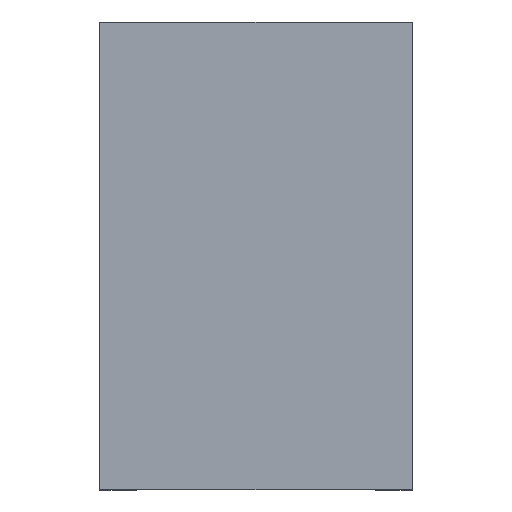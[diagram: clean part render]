
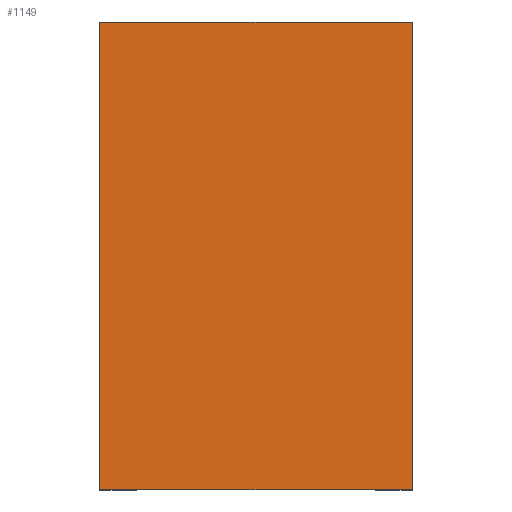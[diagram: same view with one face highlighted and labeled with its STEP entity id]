
A CAD part, top view. The second image highlights one B-rep face of the part: STEP entity #1149.
In plain terms, the highlighted planar face has unit normal (0, 0, 1).
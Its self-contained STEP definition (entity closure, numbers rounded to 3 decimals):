
#75=PLANE('',#1263);
#133=FACE_OUTER_BOUND('',#211,.T.);
#211=EDGE_LOOP('',(#970,#971,#972,#973));
#303=LINE('',#1828,#401);
#335=LINE('',#1886,#433);
#341=LINE('',#1902,#439);
#343=LINE('',#1905,#441);
#401=VECTOR('',#1453,10.);
#433=VECTOR('',#1505,10.);
#439=VECTOR('',#1527,10.);
#441=VECTOR('',#1531,10.);
#554=VERTEX_POINT('',#1825);
#555=VERTEX_POINT('',#1827);
#571=VERTEX_POINT('',#1885);
#573=VERTEX_POINT('',#1901);
#673=EDGE_CURVE('',#555,#554,#303,.T.);
#705=EDGE_CURVE('',#571,#555,#335,.T.);
#711=EDGE_CURVE('',#573,#571,#341,.T.);
#713=EDGE_CURVE('',#554,#573,#343,.T.);
#970=ORIENTED_EDGE('',*,*,#705,.T.);
#971=ORIENTED_EDGE('',*,*,#673,.T.);
#972=ORIENTED_EDGE('',*,*,#713,.T.);
#973=ORIENTED_EDGE('',*,*,#711,.T.);
#1149=ADVANCED_FACE('',(#133),#75,.T.);
#1263=AXIS2_PLACEMENT_3D('',#1906,#1532,#1533);
#1453=DIRECTION('',(0.,-1.,0.));
#1505=DIRECTION('',(-1.,0.,0.));
#1527=DIRECTION('',(0.,1.,0.));
#1531=DIRECTION('',(1.,0.,0.));
#1532=DIRECTION('center_axis',(0.,0.,1.));
#1533=DIRECTION('ref_axis',(1.,0.,0.));
#1825=CARTESIAN_POINT('',(-6.35,-9.5,8.));
#1827=CARTESIAN_POINT('',(-6.35,9.5,8.));
#1828=CARTESIAN_POINT('',(-6.35,-9.5,8.));
#1885=CARTESIAN_POINT('',(6.35,9.5,8.));
#1886=CARTESIAN_POINT('',(-6.35,9.5,8.));
#1901=CARTESIAN_POINT('',(6.35,-9.5,8.));
#1902=CARTESIAN_POINT('',(6.35,9.5,8.));
#1905=CARTESIAN_POINT('',(6.35,-9.5,8.));
#1906=CARTESIAN_POINT('Origin',(0.,0.,8.));
